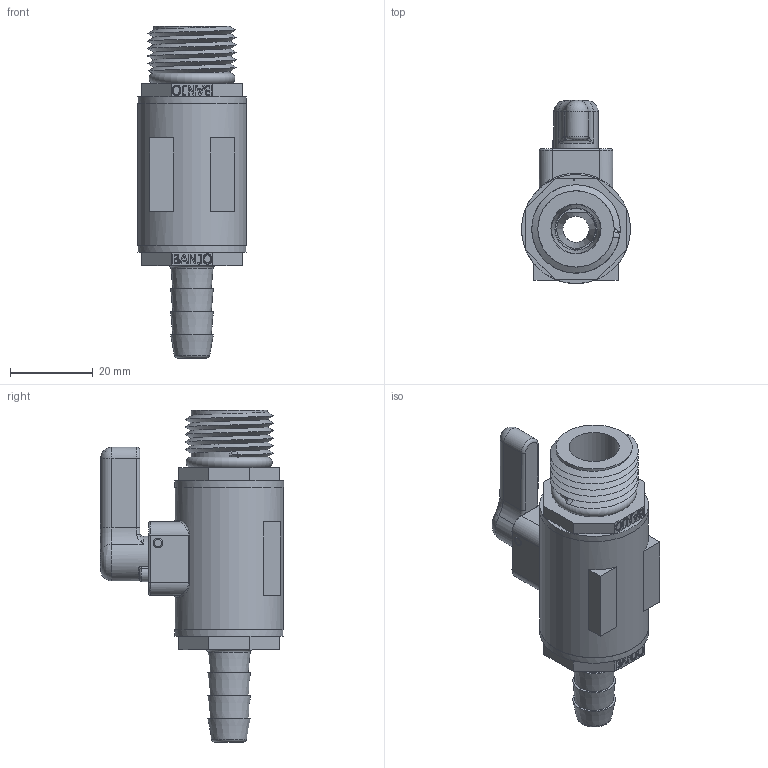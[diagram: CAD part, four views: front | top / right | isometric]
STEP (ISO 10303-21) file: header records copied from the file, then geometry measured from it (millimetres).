
FILE_DESCRIPTION((''),'2;1');
FILE_NAME('LVHB038050MTV.stp','2012-09-12T10:14:12',('areid'),(''),'Autodesk Inventor 2012','Autodesk Inventor 2012','');
FILE_SCHEMA(('AUTOMOTIVE_DESIGN { 1 0 10303 214 1 1 1 1 }'));
Length unit declared in the file: inch
Products named in the file (11): LVHB038050MTV; LV038SUBV; LV03254A; AQ010V; LV02153B; LEV03255; WS10002; LV03258V; LVHB03256; LVMT03556; UV15163V
Assembly tree (11 placements, depth 3):
  LVHB038050MTV
    LV038SUBV
      LV03254A
      AQ010V
      LV02153B
      LEV03255
      WS10002
    LV03258V  x2
    LVHB03256
    LVMT03556
    UV15163V
Bounding box: 26.29 x 44.26 x 80.26 mm (x, y, z)
Volume: 20583.2 mm3; surface area: 19487.3 mm2
Topology: 9 solids, 10 shells, 676 faces, 1691 edges, 1074 vertices
Faces by surface type: plane 280, bspline 196, cylinder 106, torus 53, cone 31, sphere 10
Full cylindrical faces by diameter (mm): 2.362 x3, 6.35 x1, 6.375 x1, 9.347 x1, 9.449 x1, 9.525 x1, 9.55 x1, 10.033 x1, 10.693 x2, 10.795 x1, 12.09 x1, 18.433 x3, 19.939 x2, 20.625 x2, 21.082 x2, 21.463 x2, 23.368 x2, 26.289 x3
Entity records: 24445 total; most frequent: CARTESIAN_POINT 9902, ORIENTED_EDGE 3140, DIRECTION 2424, EDGE_CURVE 1570, VERTEX_POINT 1038, AXIS2_PLACEMENT_3D 855, EDGE_LOOP 802, VECTOR 714
